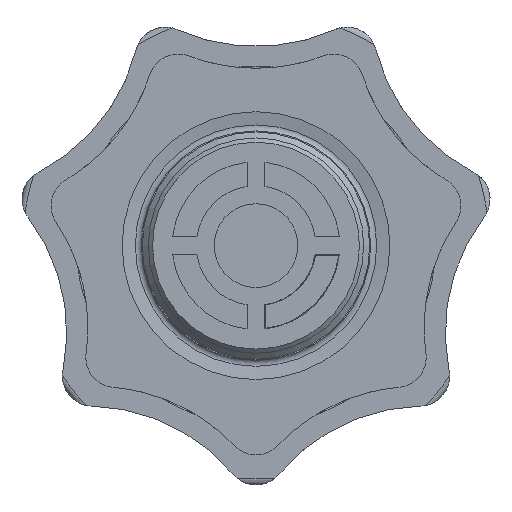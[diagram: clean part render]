
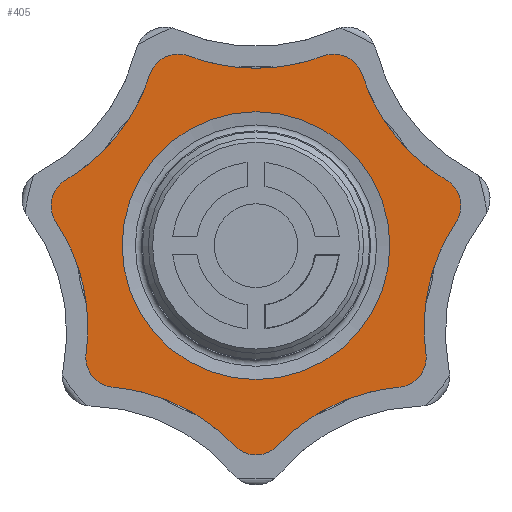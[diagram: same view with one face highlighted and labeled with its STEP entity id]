
A CAD part, front view. The second image highlights one B-rep face of the part: STEP entity #405.
In plain terms, the highlighted planar face has unit normal (0, -1, 0).
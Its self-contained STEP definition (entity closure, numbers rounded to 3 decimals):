
#405 = ADVANCED_FACE( '', ( #1027, #1028 ), #1029, .F. );
#1027 = FACE_OUTER_BOUND( '', #1920, .T. );
#1028 = FACE_BOUND( '', #1921, .T. );
#1029 = PLANE( '', #1922 );
#1920 = EDGE_LOOP( '', ( #2898, #2899, #2900, #2901, #2902, #2903, #2904, #2905, #2906, #2907, #2908, #2909, #2910, #2911 ) );
#1921 = EDGE_LOOP( '', ( #2912 ) );
#1922 = AXIS2_PLACEMENT_3D( '', #2913, #2914, #2915 );
#2898 = ORIENTED_EDGE( '', *, *, #5480, .T. );
#2899 = ORIENTED_EDGE( '', *, *, #5481, .F. );
#2900 = ORIENTED_EDGE( '', *, *, #5482, .T. );
#2901 = ORIENTED_EDGE( '', *, *, #5483, .F. );
#2902 = ORIENTED_EDGE( '', *, *, #5484, .T. );
#2903 = ORIENTED_EDGE( '', *, *, #5485, .F. );
#2904 = ORIENTED_EDGE( '', *, *, #5486, .T. );
#2905 = ORIENTED_EDGE( '', *, *, #5487, .F. );
#2906 = ORIENTED_EDGE( '', *, *, #5400, .T. );
#2907 = ORIENTED_EDGE( '', *, *, #5488, .F. );
#2908 = ORIENTED_EDGE( '', *, *, #5489, .T. );
#2909 = ORIENTED_EDGE( '', *, *, #5490, .F. );
#2910 = ORIENTED_EDGE( '', *, *, #5491, .T. );
#2911 = ORIENTED_EDGE( '', *, *, #5492, .F. );
#2912 = ORIENTED_EDGE( '', *, *, #5493, .F. );
#2913 = CARTESIAN_POINT( '', ( -20.893, 21.4, -8.107 ) );
#2914 = DIRECTION( '', ( 0., 1., 0. ) );
#2915 = DIRECTION( '', ( 0., 0., 1. ) );
#5400 = EDGE_CURVE( '', #6457, #6454, #6458, .T. );
#5480 = EDGE_CURVE( '', #6597, #6598, #6599, .T. );
#5481 = EDGE_CURVE( '', #6600, #6598, #6601, .T. );
#5482 = EDGE_CURVE( '', #6600, #6602, #6603, .T. );
#5483 = EDGE_CURVE( '', #6604, #6602, #6605, .T. );
#5484 = EDGE_CURVE( '', #6604, #6606, #6607, .T. );
#5485 = EDGE_CURVE( '', #6608, #6606, #6609, .T. );
#5486 = EDGE_CURVE( '', #6608, #6610, #6611, .T. );
#5487 = EDGE_CURVE( '', #6457, #6610, #6612, .T. );
#5488 = EDGE_CURVE( '', #6613, #6454, #6614, .T. );
#5489 = EDGE_CURVE( '', #6613, #6615, #6616, .T. );
#5490 = EDGE_CURVE( '', #6617, #6615, #6618, .T. );
#5491 = EDGE_CURVE( '', #6617, #6619, #6620, .T. );
#5492 = EDGE_CURVE( '', #6597, #6619, #6621, .T. );
#5493 = EDGE_CURVE( '', #6622, #6622, #6623, .F. );
#6454 = VERTEX_POINT( '', #8028 );
#6457 = VERTEX_POINT( '', #8032 );
#6458 = CIRCLE( '', #8033, 16. );
#6597 = VERTEX_POINT( '', #8268 );
#6598 = VERTEX_POINT( '', #8269 );
#6599 = CIRCLE( '', #8270, 16. );
#6600 = VERTEX_POINT( '', #8271 );
#6601 = CIRCLE( '', #8272, 2.5 );
#6602 = VERTEX_POINT( '', #8273 );
#6603 = CIRCLE( '', #8274, 16. );
#6604 = VERTEX_POINT( '', #8275 );
#6605 = CIRCLE( '', #8276, 2.5 );
#6606 = VERTEX_POINT( '', #8277 );
#6607 = CIRCLE( '', #8278, 16. );
#6608 = VERTEX_POINT( '', #8279 );
#6609 = CIRCLE( '', #8280, 2.5 );
#6610 = VERTEX_POINT( '', #8281 );
#6611 = CIRCLE( '', #8282, 16. );
#6612 = CIRCLE( '', #8283, 2.5 );
#6613 = VERTEX_POINT( '', #8284 );
#6614 = CIRCLE( '', #8285, 2.5 );
#6615 = VERTEX_POINT( '', #8286 );
#6616 = CIRCLE( '', #8287, 16. );
#6617 = VERTEX_POINT( '', #8288 );
#6618 = CIRCLE( '', #8289, 2.5 );
#6619 = VERTEX_POINT( '', #8290 );
#6620 = CIRCLE( '', #8291, 16. );
#6621 = CIRCLE( '', #8292, 2.5 );
#6622 = VERTEX_POINT( '', #8293 );
#6623 = CIRCLE( '', #8294, 11.193 );
#8028 = CARTESIAN_POINT( '', ( 8.886, 21.4, 14.286 ) );
#8032 = CARTESIAN_POINT( '', ( 15.905, 21.4, 5.485 ) );
#8033 = AXIS2_PLACEMENT_3D( '', #10673, #10674, #10675 );
#8268 = CARTESIAN_POINT( '', ( -16.71, 21.4, 1.96 ) );
#8269 = CARTESIAN_POINT( '', ( -14.205, 21.4, -9.016 ) );
#8270 = AXIS2_PLACEMENT_3D( '', #10751, #10752, #10753 );
#8271 = CARTESIAN_POINT( '', ( -11.95, 21.4, -11.842 ) );
#8272 = AXIS2_PLACEMENT_3D( '', #10754, #10755, #10756 );
#8273 = CARTESIAN_POINT( '', ( -1.808, 21.4, -16.727 ) );
#8274 = AXIS2_PLACEMENT_3D( '', #10757, #10758, #10759 );
#8275 = CARTESIAN_POINT( '', ( 1.808, 21.4, -16.727 ) );
#8276 = AXIS2_PLACEMENT_3D( '', #10760, #10761, #10762 );
#8277 = CARTESIAN_POINT( '', ( 11.95, 21.4, -11.842 ) );
#8278 = AXIS2_PLACEMENT_3D( '', #10763, #10764, #10765 );
#8279 = CARTESIAN_POINT( '', ( 14.205, 21.4, -9.016 ) );
#8280 = AXIS2_PLACEMENT_3D( '', #10766, #10767, #10768 );
#8281 = CARTESIAN_POINT( '', ( 16.71, 21.4, 1.96 ) );
#8282 = AXIS2_PLACEMENT_3D( '', #10769, #10770, #10771 );
#8283 = AXIS2_PLACEMENT_3D( '', #10772, #10773, #10774 );
#8284 = CARTESIAN_POINT( '', ( 5.629, 21.4, 15.855 ) );
#8285 = AXIS2_PLACEMENT_3D( '', #10775, #10776, #10777 );
#8286 = CARTESIAN_POINT( '', ( -5.629, 21.4, 15.855 ) );
#8287 = AXIS2_PLACEMENT_3D( '', #10778, #10779, #10780 );
#8288 = CARTESIAN_POINT( '', ( -8.886, 21.4, 14.286 ) );
#8289 = AXIS2_PLACEMENT_3D( '', #10781, #10782, #10783 );
#8290 = CARTESIAN_POINT( '', ( -15.905, 21.4, 5.485 ) );
#8291 = AXIS2_PLACEMENT_3D( '', #10784, #10785, #10786 );
#8292 = AXIS2_PLACEMENT_3D( '', #10787, #10788, #10789 );
#8293 = CARTESIAN_POINT( '', ( 0., 21.4, 11.193 ) );
#8294 = AXIS2_PLACEMENT_3D( '', #10790, #10791, #10792 );
#10673 = CARTESIAN_POINT( '', ( 24.105, 21.4, 19.223 ) );
#10674 = DIRECTION( '', ( 0., 1., 0. ) );
#10675 = DIRECTION( '', ( 1., 0., 0. ) );
#10751 = CARTESIAN_POINT( '', ( -30.059, 21.4, -6.861 ) );
#10752 = DIRECTION( '', ( 0., 1., 0. ) );
#10753 = DIRECTION( '', ( 1., 0., 0. ) );
#10754 = CARTESIAN_POINT( '', ( -11.727, 21.4, -9.352 ) );
#10755 = DIRECTION( '', ( 0., 1., 0. ) );
#10756 = DIRECTION( '', ( 1., 0., 0. ) );
#10757 = CARTESIAN_POINT( '', ( -13.377, 21.4, -27.779 ) );
#10758 = DIRECTION( '', ( 0., 1., 0. ) );
#10759 = DIRECTION( '', ( 1., 0., 0. ) );
#10760 = CARTESIAN_POINT( '', ( 0., 21.4, -15. ) );
#10761 = DIRECTION( '', ( 0., 1., 0. ) );
#10762 = DIRECTION( '', ( 1., 0., 0. ) );
#10763 = CARTESIAN_POINT( '', ( 13.377, 21.4, -27.779 ) );
#10764 = DIRECTION( '', ( 0., 1., 0. ) );
#10765 = DIRECTION( '', ( 1., 0., 0. ) );
#10766 = CARTESIAN_POINT( '', ( 11.727, 21.4, -9.352 ) );
#10767 = DIRECTION( '', ( 0., 1., 0. ) );
#10768 = DIRECTION( '', ( 1., 0., 0. ) );
#10769 = CARTESIAN_POINT( '', ( 30.059, 21.4, -6.861 ) );
#10770 = DIRECTION( '', ( 0., 1., 0. ) );
#10771 = DIRECTION( '', ( 1., 0., 0. ) );
#10772 = CARTESIAN_POINT( '', ( 14.624, 21.4, 3.338 ) );
#10773 = DIRECTION( '', ( 0., 1., 0. ) );
#10774 = DIRECTION( '', ( 1., 0., 0. ) );
#10775 = CARTESIAN_POINT( '', ( 6.508, 21.4, 13.515 ) );
#10776 = DIRECTION( '', ( 0., 1., 0. ) );
#10777 = DIRECTION( '', ( 1., 0., 0. ) );
#10778 = CARTESIAN_POINT( '', ( 0., 21.4, 30.832 ) );
#10779 = DIRECTION( '', ( 0., 1., 0. ) );
#10780 = DIRECTION( '', ( 1., 0., 0. ) );
#10781 = CARTESIAN_POINT( '', ( -6.508, 21.4, 13.515 ) );
#10782 = DIRECTION( '', ( 0., 1., 0. ) );
#10783 = DIRECTION( '', ( 1., 0., 0. ) );
#10784 = CARTESIAN_POINT( '', ( -24.105, 21.4, 19.223 ) );
#10785 = DIRECTION( '', ( 0., 1., 0. ) );
#10786 = DIRECTION( '', ( 1., 0., 0. ) );
#10787 = CARTESIAN_POINT( '', ( -14.624, 21.4, 3.338 ) );
#10788 = DIRECTION( '', ( 0., 1., 0. ) );
#10789 = DIRECTION( '', ( 1., 0., 0. ) );
#10790 = CARTESIAN_POINT( '', ( 0., 21.4, 0. ) );
#10791 = DIRECTION( '', ( 0., 1., 0. ) );
#10792 = DIRECTION( '', ( 0., 0., 1. ) );
